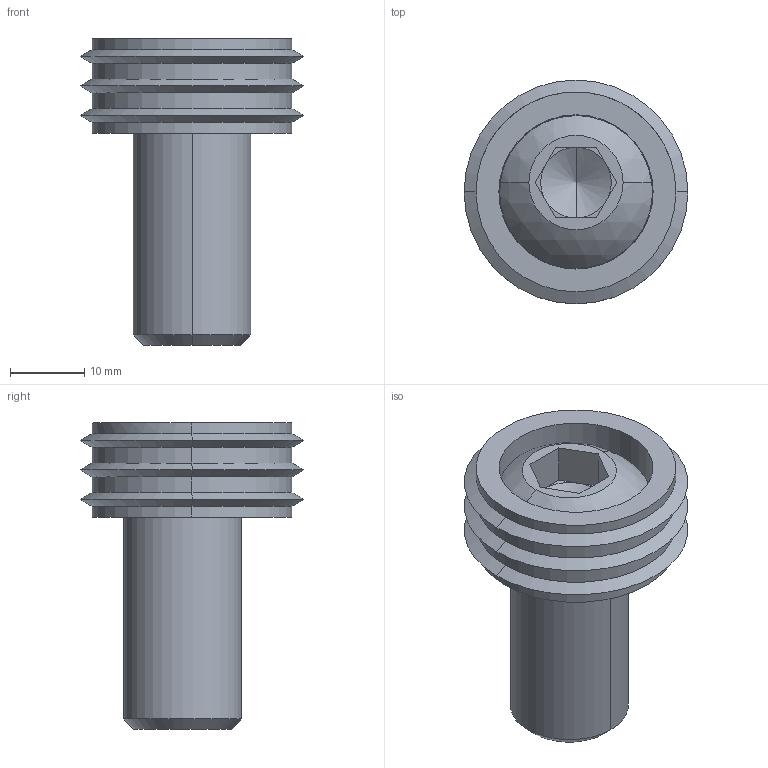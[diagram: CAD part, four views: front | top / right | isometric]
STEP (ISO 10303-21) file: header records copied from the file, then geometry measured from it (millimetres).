
FILE_DESCRIPTION (( 'STEP AP214' ), '1' );
FILE_NAME ('SW3dPS-82592.step', '2010-05-05T01:38:34', ( 'SysAdmin' ), ( 'SolidWorks' ), 'SwSTEP 2.0', 'SolidWorks 2010', '' );
FILE_SCHEMA (( 'AUTOMOTIVE_DESIGN' ));
Length unit declared in the file: inch
Products named in the file (3): SW3dPS-82592_22592; SW3dPS-82592; SW3dPS-82592_10375
Assembly tree (2 placements, depth 2):
  SW3dPS-82592
    SW3dPS-82592_10375
    SW3dPS-82592_22592
Bounding box: 30.15 x 30.15 x 41.27 mm (x, y, z)
Volume: 11624.3 mm3; surface area: 5730.2 mm2
Topology: 2 solids, 2 shells, 54 faces, 116 edges, 67 vertices
Faces by surface type: plane 20, cylinder 16, cone 16, sphere 2
Entity records: 1648 total; most frequent: CARTESIAN_POINT 336, DIRECTION 278, ORIENTED_EDGE 228, EDGE_CURVE 114, AXIS2_PLACEMENT_3D 109, VERTEX_POINT 67, VECTOR 60, LINE 60
